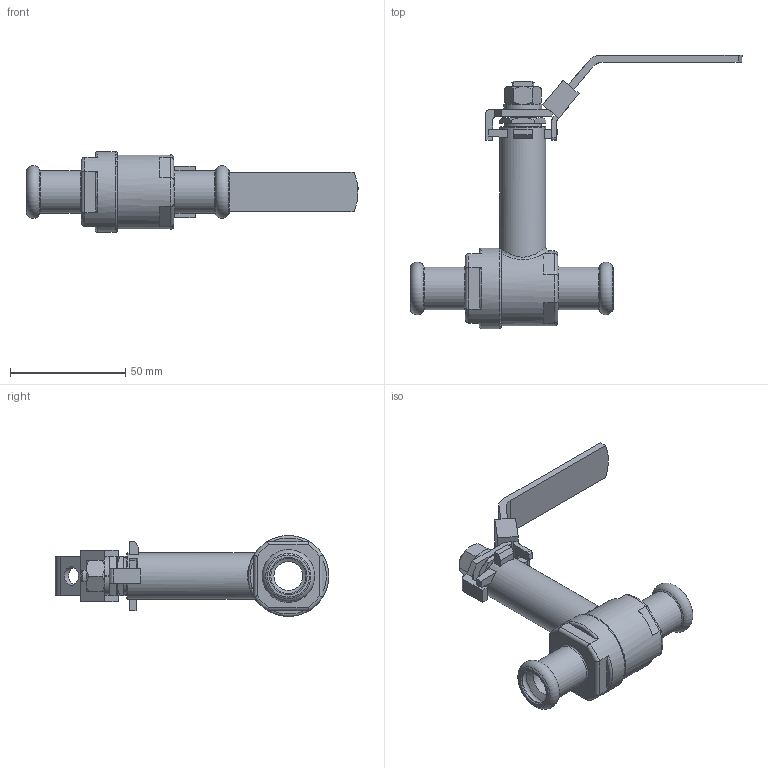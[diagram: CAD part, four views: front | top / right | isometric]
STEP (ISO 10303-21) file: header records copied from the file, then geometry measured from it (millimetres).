
FILE_DESCRIPTION(/* description */ ('Unknown'),/* implementation_level */ '2;1');
FILE_NAME(/* name */ 'R-621-SP-DN10',/* time_stamp */ '2024-05-15T13:07:22+08:00',/* author */ ('Unknown'),/* organization */ ('Unknown'),/* preprocessor_version */ 'ST-DEVELOPER v16.7',/* originating_system */ 'DEX',/* authorisation */ $);
FILE_SCHEMA (('AUTOMOTIVE_DESIGN {1 0 10303 214 3 1 1}'));
Length unit declared in the file: millimetre
Products named in the file (2): R-621-SP-DN10; V-2ASH DN10
Assembly tree (1 placements, depth 2):
  R-621-SP-DN10
    V-2ASH DN10
Bounding box: 143.83 x 118.5 x 35 mm (x, y, z)
Volume: 64303.9 mm3; surface area: 23890.8 mm2
Topology: 1 solids, 1 shells, 218 faces, 574 edges, 361 vertices
Faces by surface type: plane 115, cylinder 48, cone 29, torus 24, bspline 2
Full cylindrical faces by diameter (mm): 2 x1, 8 x1, 9.8 x1, 10.5 x1, 12.5 x2, 15.2 x2, 15.9 x1, 18.4 x2, 20 x1, 35 x1
Entity records: 6954 total; most frequent: CARTESIAN_POINT 1757, ORIENTED_EDGE 1058, DIRECTION 1042, EDGE_CURVE 529, AXIS2_PLACEMENT_3D 379, VERTEX_POINT 351, LINE 284, VECTOR 284
